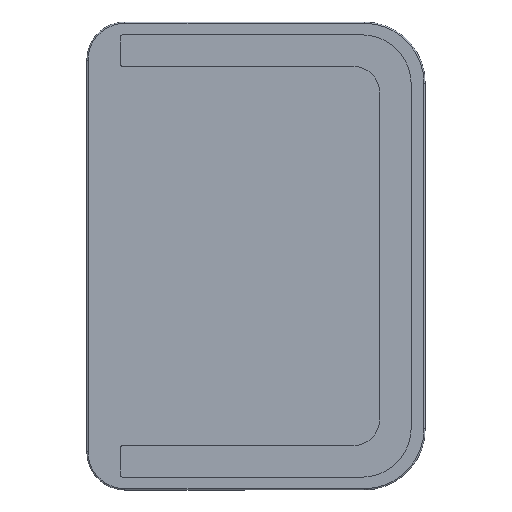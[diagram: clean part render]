
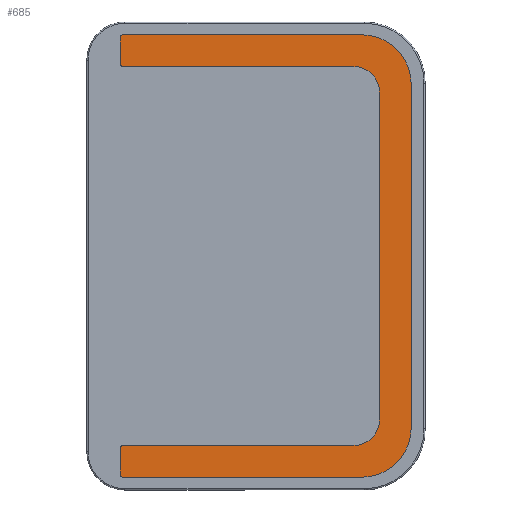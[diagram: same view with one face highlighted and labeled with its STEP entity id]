
A CAD part, front view. The second image highlights one B-rep face of the part: STEP entity #685.
In plain terms, the highlighted planar face has unit normal (0, -1, 0).
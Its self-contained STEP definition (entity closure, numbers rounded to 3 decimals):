
#23 = VECTOR ( 'NONE', #1076, 1000. ) ;
#53 = CIRCLE ( 'NONE', #1455, 0.5 ) ;
#65 = CARTESIAN_POINT ( 'NONE',  ( -21.19, 0.4, -34.725 ) ) ;
#72 = VERTEX_POINT ( 'NONE', #1567 ) ;
#73 = LINE ( 'NONE', #270, #1561 ) ;
#93 = VERTEX_POINT ( 'NONE', #65 ) ;
#94 = CARTESIAN_POINT ( 'NONE',  ( 24., 0.4, -26.925 ) ) ;
#97 = VERTEX_POINT ( 'NONE', #1784 ) ;
#122 = VECTOR ( 'NONE', #234, 1000. ) ;
#137 = EDGE_CURVE ( 'NONE', #1896, #1125, #520, .T. ) ;
#156 = AXIS2_PLACEMENT_3D ( 'NONE', #498, #655, #1234 ) ;
#157 = ORIENTED_EDGE ( 'NONE', *, *, #1566, .T. ) ;
#168 = PLANE ( 'NONE',  #1386 ) ;
#208 = DIRECTION ( 'NONE',  ( -1., 0., 0. ) ) ;
#232 = EDGE_CURVE ( 'NONE', #343, #942, #1727, .T. ) ;
#234 = DIRECTION ( 'NONE',  ( 0., 0., -1. ) ) ;
#237 = LINE ( 'NONE', #1101, #1568 ) ;
#245 = DIRECTION ( 'NONE',  ( 0., -1., 0. ) ) ;
#246 = CARTESIAN_POINT ( 'NONE',  ( 15., 0.4, -29.725 ) ) ;
#270 = CARTESIAN_POINT ( 'NONE',  ( 24., 0.4, 26.925 ) ) ;
#343 = VERTEX_POINT ( 'NONE', #1189 ) ;
#345 = CIRCLE ( 'NONE', #1081, 7.8 ) ;
#360 = DIRECTION ( 'NONE',  ( 0., 0., -1. ) ) ;
#367 = ORIENTED_EDGE ( 'NONE', *, *, #1612, .T. ) ;
#372 = DIRECTION ( 'NONE',  ( 0., -1., 0. ) ) ;
#395 = CARTESIAN_POINT ( 'NONE',  ( -21.19, 0.4, 34.725 ) ) ;
#414 = DIRECTION ( 'NONE',  ( 0., -1., 0. ) ) ;
#425 = VECTOR ( 'NONE', #555, 1000. ) ;
#442 = DIRECTION ( 'NONE',  ( 1., 0., 0. ) ) ;
#443 = VERTEX_POINT ( 'NONE', #1715 ) ;
#458 = DIRECTION ( 'NONE',  ( 0., 0., 1. ) ) ;
#487 = EDGE_CURVE ( 'NONE', #1268, #343, #345, .T. ) ;
#490 = AXIS2_PLACEMENT_3D ( 'NONE', #1283, #245, #602 ) ;
#493 = CARTESIAN_POINT ( 'NONE',  ( -21.19, 0.4, -29.725 ) ) ;
#498 = CARTESIAN_POINT ( 'NONE',  ( 15., 0.4, -25.725 ) ) ;
#499 = CARTESIAN_POINT ( 'NONE',  ( 19., 0.4, 29.725 ) ) ;
#507 = DIRECTION ( 'NONE',  ( 0., -1., 0. ) ) ;
#519 = EDGE_CURVE ( 'NONE', #1038, #1268, #73, .T. ) ;
#520 = LINE ( 'NONE', #1097, #122 ) ;
#528 = DIRECTION ( 'NONE',  ( 0., -1., 0. ) ) ;
#538 = AXIS2_PLACEMENT_3D ( 'NONE', #1685, #952, #1524 ) ;
#555 = DIRECTION ( 'NONE',  ( 0., 0., -1. ) ) ;
#602 = DIRECTION ( 'NONE',  ( 0., 0., -1. ) ) ;
#604 = DIRECTION ( 'NONE',  ( 0., 1., 0. ) ) ;
#625 = EDGE_CURVE ( 'NONE', #1428, #1807, #838, .T. ) ;
#636 = ORIENTED_EDGE ( 'NONE', *, *, #1593, .T. ) ;
#637 = VERTEX_POINT ( 'NONE', #913 ) ;
#655 = DIRECTION ( 'NONE',  ( 0., 1., 0. ) ) ;
#664 = CARTESIAN_POINT ( 'NONE',  ( -21.69, 0.4, -34.225 ) ) ;
#668 = CIRCLE ( 'NONE', #723, 7.8 ) ;
#685 = ADVANCED_FACE ( 'NONE', ( #741 ), #168, .T. ) ;
#723 = AXIS2_PLACEMENT_3D ( 'NONE', #1162, #414, #458 ) ;
#724 = VECTOR ( 'NONE', #208, 1000. ) ;
#725 = EDGE_CURVE ( 'NONE', #1125, #93, #1729, .T. ) ;
#741 = FACE_OUTER_BOUND ( 'NONE', #1411, .T. ) ;
#790 = ORIENTED_EDGE ( 'NONE', *, *, #519, .T. ) ;
#827 = EDGE_CURVE ( 'NONE', #97, #1038, #668, .T. ) ;
#838 = CIRCLE ( 'NONE', #156, 4. ) ;
#913 = CARTESIAN_POINT ( 'NONE',  ( -21.69, 0.4, 30.225 ) ) ;
#922 = ORIENTED_EDGE ( 'NONE', *, *, #827, .T. ) ;
#942 = VERTEX_POINT ( 'NONE', #395 ) ;
#944 = DIRECTION ( 'NONE',  ( -1., 0., 0. ) ) ;
#952 = DIRECTION ( 'NONE',  ( 0., -1., 0. ) ) ;
#973 = CARTESIAN_POINT ( 'NONE',  ( -21.19, 0.4, -30.225 ) ) ;
#990 = CARTESIAN_POINT ( 'NONE',  ( 19., 0.4, -29.725 ) ) ;
#1030 = CIRCLE ( 'NONE', #1270, 0.5 ) ;
#1033 = CARTESIAN_POINT ( 'NONE',  ( -21.69, 0.4, 29.725 ) ) ;
#1038 = VERTEX_POINT ( 'NONE', #94 ) ;
#1066 = ORIENTED_EDGE ( 'NONE', *, *, #725, .T. ) ;
#1069 = DIRECTION ( 'NONE',  ( 0., -1., 0. ) ) ;
#1076 = DIRECTION ( 'NONE',  ( 1., 0., 0. ) ) ;
#1081 = AXIS2_PLACEMENT_3D ( 'NONE', #1821, #507, #360 ) ;
#1082 = EDGE_CURVE ( 'NONE', #637, #1759, #1030, .T. ) ;
#1093 = VECTOR ( 'NONE', #442, 1000. ) ;
#1097 = CARTESIAN_POINT ( 'NONE',  ( -21.69, 0.4, -34.725 ) ) ;
#1099 = CARTESIAN_POINT ( 'NONE',  ( 16.2, 0.4, 26.925 ) ) ;
#1101 = CARTESIAN_POINT ( 'NONE',  ( -21.69, 0.4, -29.725 ) ) ;
#1102 = DIRECTION ( 'NONE',  ( 0., 0., -1. ) ) ;
#1109 = ORIENTED_EDGE ( 'NONE', *, *, #1514, .T. ) ;
#1118 = EDGE_CURVE ( 'NONE', #1807, #1832, #237, .T. ) ;
#1125 = VERTEX_POINT ( 'NONE', #664 ) ;
#1130 = CARTESIAN_POINT ( 'NONE',  ( 15., 0.4, 29.725 ) ) ;
#1157 = LINE ( 'NONE', #990, #1397 ) ;
#1160 = CARTESIAN_POINT ( 'NONE',  ( 16.2, 0.4, -34.725 ) ) ;
#1162 = CARTESIAN_POINT ( 'NONE',  ( 16.2, 0.4, -26.925 ) ) ;
#1189 = CARTESIAN_POINT ( 'NONE',  ( 16.2, 0.4, 34.725 ) ) ;
#1234 = DIRECTION ( 'NONE',  ( 0., 0., -1. ) ) ;
#1268 = VERTEX_POINT ( 'NONE', #1527 ) ;
#1270 = AXIS2_PLACEMENT_3D ( 'NONE', #1518, #1069, #1623 ) ;
#1277 = ORIENTED_EDGE ( 'NONE', *, *, #1118, .T. ) ;
#1283 = CARTESIAN_POINT ( 'NONE',  ( -21.19, 0.4, 34.225 ) ) ;
#1292 = LINE ( 'NONE', #1160, #1093 ) ;
#1386 = AXIS2_PLACEMENT_3D ( 'NONE', #1099, #372, #1502 ) ;
#1397 = VECTOR ( 'NONE', #1415, 1000. ) ;
#1400 = DIRECTION ( 'NONE',  ( 0., 0., 1. ) ) ;
#1411 = EDGE_LOOP ( 'NONE', ( #157, #1719, #1600, #1109, #636, #1648, #1277, #1813, #1636, #1066, #1580, #922, #790, #1468, #1462, #367 ) ) ;
#1415 = DIRECTION ( 'NONE',  ( 0., 0., -1. ) ) ;
#1428 = VERTEX_POINT ( 'NONE', #1525 ) ;
#1443 = CARTESIAN_POINT ( 'NONE',  ( -21.19, 0.4, 29.725 ) ) ;
#1455 = AXIS2_PLACEMENT_3D ( 'NONE', #973, #528, #1102 ) ;
#1460 = CARTESIAN_POINT ( 'NONE',  ( 15., 0.4, 25.725 ) ) ;
#1462 = ORIENTED_EDGE ( 'NONE', *, *, #232, .T. ) ;
#1468 = ORIENTED_EDGE ( 'NONE', *, *, #487, .T. ) ;
#1502 = DIRECTION ( 'NONE',  ( 0., 0., -1. ) ) ;
#1514 = EDGE_CURVE ( 'NONE', #1577, #443, #1576, .T. ) ;
#1518 = CARTESIAN_POINT ( 'NONE',  ( -21.19, 0.4, 30.225 ) ) ;
#1524 = DIRECTION ( 'NONE',  ( 0., 0., -1. ) ) ;
#1525 = CARTESIAN_POINT ( 'NONE',  ( 19., 0.4, -25.725 ) ) ;
#1527 = CARTESIAN_POINT ( 'NONE',  ( 24., 0.4, 26.925 ) ) ;
#1537 = EDGE_CURVE ( 'NONE', #1832, #1896, #53, .T. ) ;
#1561 = VECTOR ( 'NONE', #1400, 1000. ) ;
#1566 = EDGE_CURVE ( 'NONE', #72, #637, #1868, .T. ) ;
#1567 = CARTESIAN_POINT ( 'NONE',  ( -21.69, 0.4, 34.225 ) ) ;
#1568 = VECTOR ( 'NONE', #944, 1000. ) ;
#1576 = CIRCLE ( 'NONE', #1863, 4. ) ;
#1577 = VERTEX_POINT ( 'NONE', #1130 ) ;
#1580 = ORIENTED_EDGE ( 'NONE', *, *, #1748, .T. ) ;
#1593 = EDGE_CURVE ( 'NONE', #443, #1428, #1157, .T. ) ;
#1600 = ORIENTED_EDGE ( 'NONE', *, *, #1921, .T. ) ;
#1612 = EDGE_CURVE ( 'NONE', #942, #72, #1889, .T. ) ;
#1623 = DIRECTION ( 'NONE',  ( 0., 0., -1. ) ) ;
#1636 = ORIENTED_EDGE ( 'NONE', *, *, #137, .T. ) ;
#1648 = ORIENTED_EDGE ( 'NONE', *, *, #625, .T. ) ;
#1685 = CARTESIAN_POINT ( 'NONE',  ( -21.19, 0.4, -34.225 ) ) ;
#1686 = CARTESIAN_POINT ( 'NONE',  ( -21.69, 0.4, 34.725 ) ) ;
#1698 = CARTESIAN_POINT ( 'NONE',  ( -21.69, 0.4, -30.225 ) ) ;
#1715 = CARTESIAN_POINT ( 'NONE',  ( 19., 0.4, 25.725 ) ) ;
#1719 = ORIENTED_EDGE ( 'NONE', *, *, #1082, .T. ) ;
#1727 = LINE ( 'NONE', #1686, #724 ) ;
#1729 = CIRCLE ( 'NONE', #538, 0.5 ) ;
#1748 = EDGE_CURVE ( 'NONE', #93, #97, #1292, .T. ) ;
#1759 = VERTEX_POINT ( 'NONE', #1443 ) ;
#1784 = CARTESIAN_POINT ( 'NONE',  ( 16.2, 0.4, -34.725 ) ) ;
#1807 = VERTEX_POINT ( 'NONE', #246 ) ;
#1812 = LINE ( 'NONE', #499, #23 ) ;
#1813 = ORIENTED_EDGE ( 'NONE', *, *, #1537, .T. ) ;
#1821 = CARTESIAN_POINT ( 'NONE',  ( 16.2, 0.4, 26.925 ) ) ;
#1832 = VERTEX_POINT ( 'NONE', #493 ) ;
#1863 = AXIS2_PLACEMENT_3D ( 'NONE', #1460, #604, #1870 ) ;
#1868 = LINE ( 'NONE', #1033, #425 ) ;
#1870 = DIRECTION ( 'NONE',  ( 0., 0., -1. ) ) ;
#1889 = CIRCLE ( 'NONE', #490, 0.5 ) ;
#1896 = VERTEX_POINT ( 'NONE', #1698 ) ;
#1921 = EDGE_CURVE ( 'NONE', #1759, #1577, #1812, .T. ) ;
